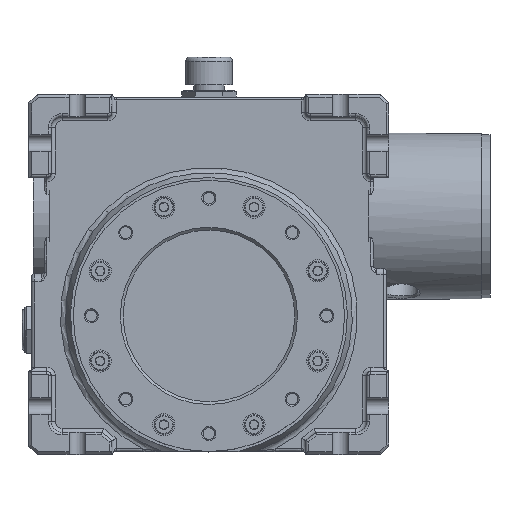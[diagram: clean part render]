
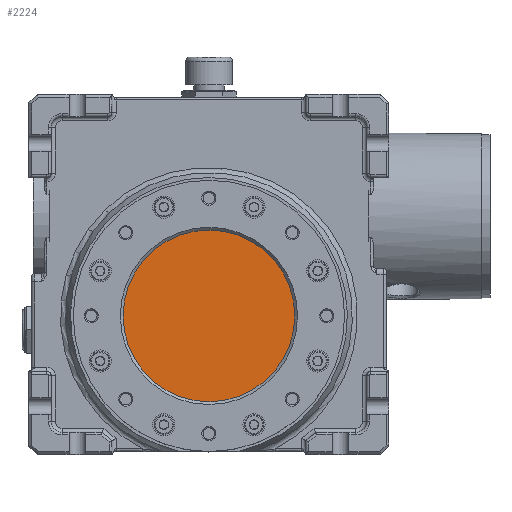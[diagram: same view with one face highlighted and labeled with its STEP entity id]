
A CAD part, top view. The second image highlights one B-rep face of the part: STEP entity #2224.
In plain terms, the highlighted planar face has unit normal (0, 0, 1).
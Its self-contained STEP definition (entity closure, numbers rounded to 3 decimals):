
#2224 = ADVANCED_FACE( '', ( #5206 ), #5207, .F. );
#5206 = FACE_OUTER_BOUND( '', #11659, .T. );
#5207 = PLANE( '', #11660 );
#11659 = EDGE_LOOP( '', ( #20579 ) );
#11660 = AXIS2_PLACEMENT_3D( '', #20580, #20581, #20582 );
#20579 = ORIENTED_EDGE( '', *, *, #27469, .F. );
#20580 = CARTESIAN_POINT( '', ( -275.684, 271.767, 74. ) );
#20581 = DIRECTION( '', ( 0., 0., -1. ) );
#20582 = DIRECTION( '', ( 0., 1., 0. ) );
#27469 = EDGE_CURVE( '', #32217, #32217, #32218, .T. );
#32217 = VERTEX_POINT( '', #45863 );
#32218 = CIRCLE( '', #45864, 31. );
#45863 = CARTESIAN_POINT( '', ( -260.184, 271.767, 74. ) );
#45864 = AXIS2_PLACEMENT_3D( '', #53935, #53936, #53937 );
#53935 = CARTESIAN_POINT( '', ( -291.184, 271.767, 74. ) );
#53936 = DIRECTION( '', ( 0., 0., -1. ) );
#53937 = DIRECTION( '', ( 1., 0., 0. ) );
